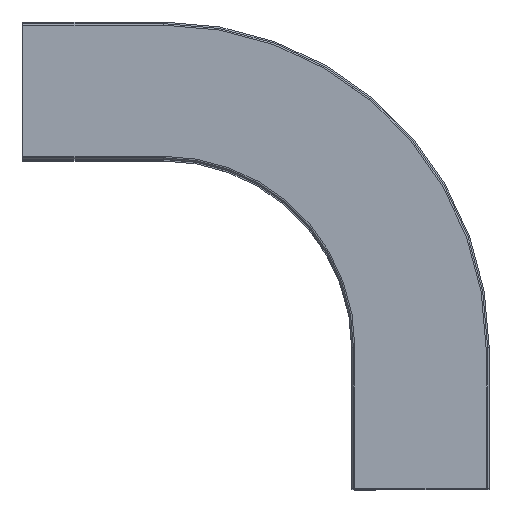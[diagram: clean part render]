
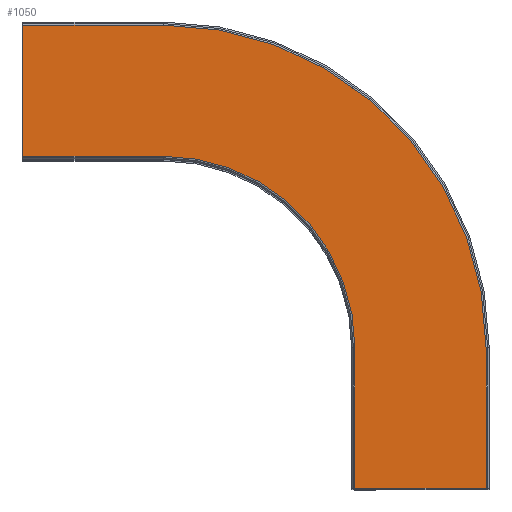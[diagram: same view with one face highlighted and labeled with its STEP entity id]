
A CAD part, top view. The second image highlights one B-rep face of the part: STEP entity #1050.
In plain terms, the highlighted face is planar.
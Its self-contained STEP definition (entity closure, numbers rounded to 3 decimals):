
#28 = VECTOR ( 'NONE', #948, 1000. ) ;
#29 = DIRECTION ( 'NONE',  ( 1., 0., 0. ) ) ;
#33 = VECTOR ( 'NONE', #1163, 1000. ) ;
#43 = EDGE_CURVE ( 'NONE', #283, #756, #487, .T. ) ;
#51 = ORIENTED_EDGE ( 'NONE', *, *, #939, .F. ) ;
#82 = DIRECTION ( 'NONE',  ( -1., 0., 0. ) ) ;
#83 = EDGE_CURVE ( 'NONE', #394, #783, #442, .T. ) ;
#137 = ORIENTED_EDGE ( 'NONE', *, *, #43, .F. ) ;
#145 = ORIENTED_EDGE ( 'NONE', *, *, #83, .F. ) ;
#151 = VECTOR ( 'NONE', #326, 1000. ) ;
#158 = VECTOR ( 'NONE', #698, 1000. ) ;
#178 = LINE ( 'NONE', #925, #1127 ) ;
#218 = DIRECTION ( 'NONE',  ( 0., -1., 0. ) ) ;
#257 = ORIENTED_EDGE ( 'NONE', *, *, #697, .F. ) ;
#283 = VERTEX_POINT ( 'NONE', #743 ) ;
#301 = CARTESIAN_POINT ( 'NONE',  ( -90., 207.75, 0. ) ) ;
#319 = CARTESIAN_POINT ( 'NONE',  ( 0., 1., 0. ) ) ;
#326 = DIRECTION ( 'NONE',  ( -1., 0., 0. ) ) ;
#331 = DIRECTION ( 'NONE',  ( 0., 0., -1. ) ) ;
#362 = FACE_OUTER_BOUND ( 'NONE', #485, .T. ) ;
#394 = VERTEX_POINT ( 'NONE', #443 ) ;
#401 = ORIENTED_EDGE ( 'NONE', *, *, #1028, .F. ) ;
#418 = PLANE ( 'NONE',  #699 ) ;
#424 = VERTEX_POINT ( 'NONE', #566 ) ;
#438 = ORIENTED_EDGE ( 'NONE', *, *, #1110, .F. ) ;
#442 = CIRCLE ( 'NONE', #1317, 206.75 ) ;
#443 = CARTESIAN_POINT ( 'NONE',  ( -296.75, 207.75, 0. ) ) ;
#469 = AXIS2_PLACEMENT_3D ( 'NONE', #692, #1169, #1041 ) ;
#485 = EDGE_LOOP ( 'NONE', ( #137, #401, #51, #257, #963, #145, #438, #680 ) ) ;
#487 = LINE ( 'NONE', #1436, #158 ) ;
#536 = CARTESIAN_POINT ( 'NONE',  ( -212.75, 297.75, 0. ) ) ;
#566 = CARTESIAN_POINT ( 'NONE',  ( -296.75, 297.75, 0. ) ) ;
#609 = VECTOR ( 'NONE', #218, 1000. ) ;
#648 = LINE ( 'NONE', #908, #33 ) ;
#680 = ORIENTED_EDGE ( 'NONE', *, *, #1062, .F. ) ;
#692 = CARTESIAN_POINT ( 'NONE',  ( -90., 207.75, 0. ) ) ;
#697 = EDGE_CURVE ( 'NONE', #1310, #1151, #993, .T. ) ;
#698 = DIRECTION ( 'NONE',  ( 0., 1., 0. ) ) ;
#699 = AXIS2_PLACEMENT_3D ( 'NONE', #301, #331, #82 ) ;
#743 = CARTESIAN_POINT ( 'NONE',  ( -212.75, 207.75, 0. ) ) ;
#749 = DIRECTION ( 'NONE',  ( 0., 0., 1. ) ) ;
#756 = VERTEX_POINT ( 'NONE', #536 ) ;
#783 = VERTEX_POINT ( 'NONE', #1140 ) ;
#799 = CARTESIAN_POINT ( 'NONE',  ( 0., 85., 0. ) ) ;
#876 = CARTESIAN_POINT ( 'NONE',  ( -90., 207.75, 0. ) ) ;
#908 = CARTESIAN_POINT ( 'NONE',  ( -297.75, 297.75, 0. ) ) ;
#925 = CARTESIAN_POINT ( 'NONE',  ( -90., 1., 0. ) ) ;
#938 = CARTESIAN_POINT ( 'NONE',  ( -296.75, 297.75, 0. ) ) ;
#939 = EDGE_CURVE ( 'NONE', #1151, #983, #1483, .T. ) ;
#948 = DIRECTION ( 'NONE',  ( 0., 1., 0. ) ) ;
#963 = ORIENTED_EDGE ( 'NONE', *, *, #1355, .F. ) ;
#983 = VERTEX_POINT ( 'NONE', #1513 ) ;
#993 = LINE ( 'NONE', #1420, #28 ) ;
#1028 = EDGE_CURVE ( 'NONE', #983, #283, #1037, .T. ) ;
#1037 = CIRCLE ( 'NONE', #469, 122.75 ) ;
#1041 = DIRECTION ( 'NONE',  ( -1., 0., 0. ) ) ;
#1050 = ADVANCED_FACE ( 'NONE', ( #362 ), #418, .T. ) ;
#1059 = DIRECTION ( 'NONE',  ( 1., 0., 0. ) ) ;
#1062 = EDGE_CURVE ( 'NONE', #756, #424, #648, .T. ) ;
#1110 = EDGE_CURVE ( 'NONE', #424, #394, #1217, .T. ) ;
#1127 = VECTOR ( 'NONE', #1059, 1000. ) ;
#1140 = CARTESIAN_POINT ( 'NONE',  ( -90., 1., 0. ) ) ;
#1151 = VERTEX_POINT ( 'NONE', #1564 ) ;
#1163 = DIRECTION ( 'NONE',  ( -1., 0., 0. ) ) ;
#1169 = DIRECTION ( 'NONE',  ( 0., 0., -1. ) ) ;
#1217 = LINE ( 'NONE', #938, #609 ) ;
#1310 = VERTEX_POINT ( 'NONE', #319 ) ;
#1317 = AXIS2_PLACEMENT_3D ( 'NONE', #876, #749, #29 ) ;
#1355 = EDGE_CURVE ( 'NONE', #783, #1310, #178, .T. ) ;
#1420 = CARTESIAN_POINT ( 'NONE',  ( 0., 86., 0. ) ) ;
#1436 = CARTESIAN_POINT ( 'NONE',  ( -212.75, 207.75, 0. ) ) ;
#1483 = LINE ( 'NONE', #799, #151 ) ;
#1513 = CARTESIAN_POINT ( 'NONE',  ( -90., 85., 0. ) ) ;
#1564 = CARTESIAN_POINT ( 'NONE',  ( 0., 85., 0. ) ) ;
